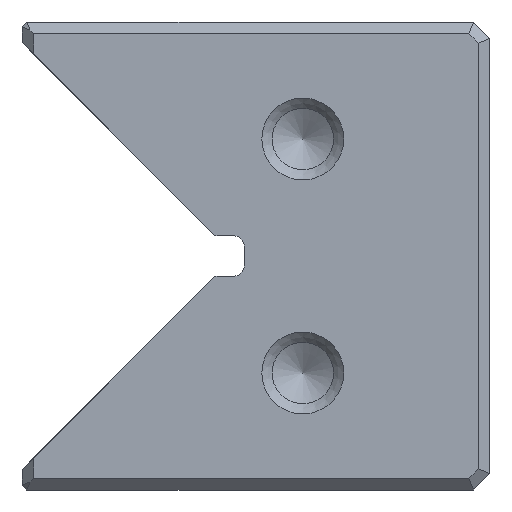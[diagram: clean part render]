
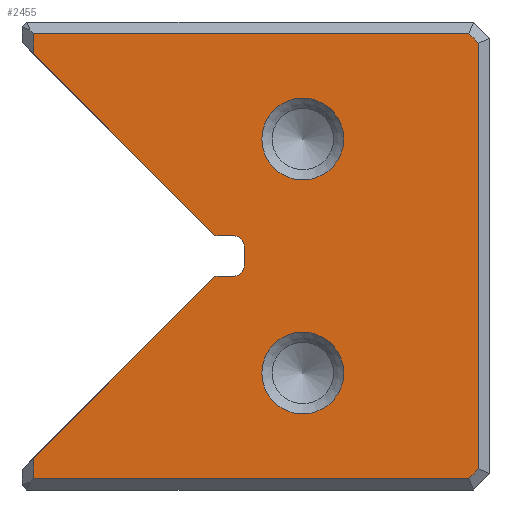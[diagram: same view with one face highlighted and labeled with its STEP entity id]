
A CAD part, left-side view. The second image highlights one B-rep face of the part: STEP entity #2455.
In plain terms, the highlighted planar face has unit normal (-1, 0, 0).
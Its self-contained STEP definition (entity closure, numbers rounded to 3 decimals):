
#2455=ADVANCED_FACE('',(#3130,#3131,#3132),#2817,.T.);
#2817=PLANE('',#8503);
#3057=CIRCLE('',#8499,3.5);
#3058=CIRCLE('',#8500,3.5);
#3059=CIRCLE('',#8501,1.);
#3060=CIRCLE('',#8502,1.);
#3130=FACE_BOUND('',#3264,.T.);
#3131=FACE_BOUND('',#3265,.T.);
#3132=FACE_BOUND('',#3266,.T.);
#3264=EDGE_LOOP('',(#4096));
#3265=EDGE_LOOP('',(#4097));
#3266=EDGE_LOOP('',(#4098,#4099,#4100,#4101,#4102,#4103,#4104,#4105,#4106,
#4107,#4108,#4109,#4110,#4111));
#4096=ORIENTED_EDGE('',*,*,#6498,.T.);
#4097=ORIENTED_EDGE('',*,*,#6499,.T.);
#4098=ORIENTED_EDGE('',*,*,#6500,.T.);
#4099=ORIENTED_EDGE('',*,*,#6501,.T.);
#4100=ORIENTED_EDGE('',*,*,#6502,.T.);
#4101=ORIENTED_EDGE('',*,*,#6503,.T.);
#4102=ORIENTED_EDGE('',*,*,#6504,.T.);
#4103=ORIENTED_EDGE('',*,*,#6505,.T.);
#4104=ORIENTED_EDGE('',*,*,#6506,.T.);
#4105=ORIENTED_EDGE('',*,*,#6507,.T.);
#4106=ORIENTED_EDGE('',*,*,#6508,.T.);
#4107=ORIENTED_EDGE('',*,*,#6509,.T.);
#4108=ORIENTED_EDGE('',*,*,#6510,.T.);
#4109=ORIENTED_EDGE('',*,*,#6511,.T.);
#4110=ORIENTED_EDGE('',*,*,#6512,.F.);
#4111=ORIENTED_EDGE('',*,*,#6513,.F.);
#5888=VERTEX_POINT('',#10846);
#5889=VERTEX_POINT('',#10848);
#5890=VERTEX_POINT('',#10850);
#5891=VERTEX_POINT('',#10851);
#5892=VERTEX_POINT('',#10853);
#5893=VERTEX_POINT('',#10855);
#5894=VERTEX_POINT('',#10857);
#5895=VERTEX_POINT('',#10859);
#5896=VERTEX_POINT('',#10861);
#5897=VERTEX_POINT('',#10863);
#5898=VERTEX_POINT('',#10865);
#5899=VERTEX_POINT('',#10867);
#5900=VERTEX_POINT('',#10869);
#5901=VERTEX_POINT('',#10871);
#5902=VERTEX_POINT('',#10873);
#5903=VERTEX_POINT('',#10875);
#6498=EDGE_CURVE('',#5888,#5888,#3057,.T.);
#6499=EDGE_CURVE('',#5889,#5889,#3058,.T.);
#6500=EDGE_CURVE('',#5890,#5891,#7313,.T.);
#6501=EDGE_CURVE('',#5891,#5892,#7314,.T.);
#6502=EDGE_CURVE('',#5892,#5893,#7315,.T.);
#6503=EDGE_CURVE('',#5893,#5894,#7316,.T.);
#6504=EDGE_CURVE('',#5894,#5895,#7317,.T.);
#6505=EDGE_CURVE('',#5895,#5896,#7318,.T.);
#6506=EDGE_CURVE('',#5896,#5897,#7319,.T.);
#6507=EDGE_CURVE('',#5897,#5898,#7320,.T.);
#6508=EDGE_CURVE('',#5898,#5899,#7321,.T.);
#6509=EDGE_CURVE('',#5899,#5900,#3059,.T.);
#6510=EDGE_CURVE('',#5900,#5901,#7322,.T.);
#6511=EDGE_CURVE('',#5901,#5902,#3060,.T.);
#6512=EDGE_CURVE('',#5903,#5902,#7323,.T.);
#6513=EDGE_CURVE('',#5890,#5903,#7324,.T.);
#7313=LINE('',#10849,#7983);
#7314=LINE('',#10852,#7984);
#7315=LINE('',#10854,#7985);
#7316=LINE('',#10856,#7986);
#7317=LINE('',#10858,#7987);
#7318=LINE('',#10860,#7988);
#7319=LINE('',#10862,#7989);
#7320=LINE('',#10864,#7990);
#7321=LINE('',#10866,#7991);
#7322=LINE('',#10870,#7992);
#7323=LINE('',#10874,#7993);
#7324=LINE('',#10876,#7994);
#7983=VECTOR('',#8994,1.);
#7984=VECTOR('',#8995,1.);
#7985=VECTOR('',#8996,1.);
#7986=VECTOR('',#8997,1.);
#7987=VECTOR('',#8998,1.);
#7988=VECTOR('',#8999,1.);
#7989=VECTOR('',#9000,1.);
#7990=VECTOR('',#9001,1.);
#7991=VECTOR('',#9002,1.);
#7992=VECTOR('',#9005,1.);
#7993=VECTOR('',#9008,1.);
#7994=VECTOR('',#9009,1.);
#8499=AXIS2_PLACEMENT_3D('',#10845,#8990,#8991);
#8500=AXIS2_PLACEMENT_3D('',#10847,#8992,#8993);
#8501=AXIS2_PLACEMENT_3D('',#10868,#9003,#9004);
#8502=AXIS2_PLACEMENT_3D('',#10872,#9006,#9007);
#8503=AXIS2_PLACEMENT_3D('',#10877,#9010,#9011);
#8990=DIRECTION('',(1.,0.,0.));
#8991=DIRECTION('',(0.,0.,1.));
#8992=DIRECTION('',(1.,0.,0.));
#8993=DIRECTION('',(0.,0.,1.));
#8994=DIRECTION('',(0.,0.,-1.));
#8995=DIRECTION('',(0.,-1.,0.));
#8996=DIRECTION('',(0.,-0.707,0.707));
#8997=DIRECTION('',(0.,0.,1.));
#8998=DIRECTION('',(0.,0.707,0.707));
#8999=DIRECTION('',(0.,1.,0.));
#9000=DIRECTION('',(0.,0.,-1.));
#9001=DIRECTION('',(0.,-0.707,-0.707));
#9002=DIRECTION('',(0.,-1.,0.));
#9003=DIRECTION('',(1.,0.,0.));
#9004=DIRECTION('',(0.,0.,1.));
#9005=DIRECTION('',(0.,0.,-1.));
#9006=DIRECTION('',(1.,0.,0.));
#9007=DIRECTION('',(0.,0.,1.));
#9008=DIRECTION('',(0.,-1.,0.));
#9009=DIRECTION('',(0.,-0.707,0.707));
#9010=DIRECTION('',(-1.,0.,0.));
#9011=DIRECTION('',(0.,0.,-1.));
#10845=CARTESIAN_POINT('',(0.,16.,30.));
#10846=CARTESIAN_POINT('',(0.,16.,33.5));
#10847=CARTESIAN_POINT('',(0.,16.,10.));
#10848=CARTESIAN_POINT('',(0.,16.,13.5));
#10849=CARTESIAN_POINT('',(0.,39.,0.));
#10850=CARTESIAN_POINT('',(0.,39.,2.758));
#10851=CARTESIAN_POINT('',(0.,39.,1.));
#10852=CARTESIAN_POINT('',(0.,20.,1.));
#10853=CARTESIAN_POINT('',(0.,1.814,1.));
#10854=CARTESIAN_POINT('',(0.,11.407,-8.593));
#10855=CARTESIAN_POINT('',(0.,1.,1.814));
#10856=CARTESIAN_POINT('',(0.,1.,0.));
#10857=CARTESIAN_POINT('',(0.,1.,38.186));
#10858=CARTESIAN_POINT('',(0.,-8.593,28.593));
#10859=CARTESIAN_POINT('',(0.,1.814,39.));
#10860=CARTESIAN_POINT('',(0.,20.,39.));
#10861=CARTESIAN_POINT('',(0.,39.,39.));
#10862=CARTESIAN_POINT('',(0.,39.,0.));
#10863=CARTESIAN_POINT('',(0.,39.,37.242));
#10864=CARTESIAN_POINT('',(0.,40.,38.242));
#10865=CARTESIAN_POINT('',(0.,23.508,21.75));
#10866=CARTESIAN_POINT('',(0.,21.,21.75));
#10867=CARTESIAN_POINT('',(0.,22.,21.75));
#10868=CARTESIAN_POINT('',(0.,22.,20.75));
#10869=CARTESIAN_POINT('',(0.,21.,20.75));
#10870=CARTESIAN_POINT('',(0.,21.,21.75));
#10871=CARTESIAN_POINT('',(0.,21.,19.25));
#10872=CARTESIAN_POINT('',(0.,22.,19.25));
#10873=CARTESIAN_POINT('',(0.,22.,18.25));
#10874=CARTESIAN_POINT('',(0.,21.,18.25));
#10875=CARTESIAN_POINT('',(0.,23.508,18.25));
#10876=CARTESIAN_POINT('',(0.,40.,1.758));
#10877=CARTESIAN_POINT('',(0.,20.,0.));
